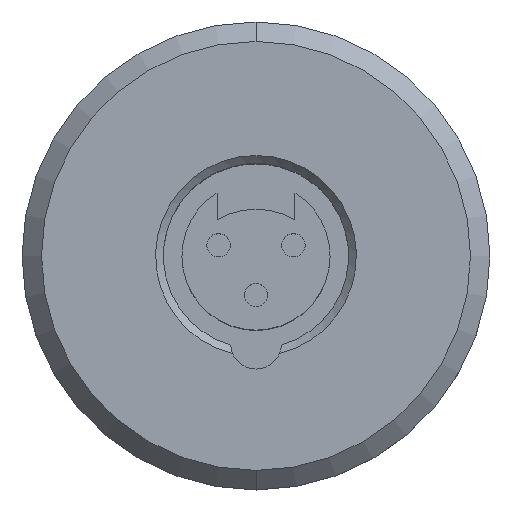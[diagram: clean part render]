
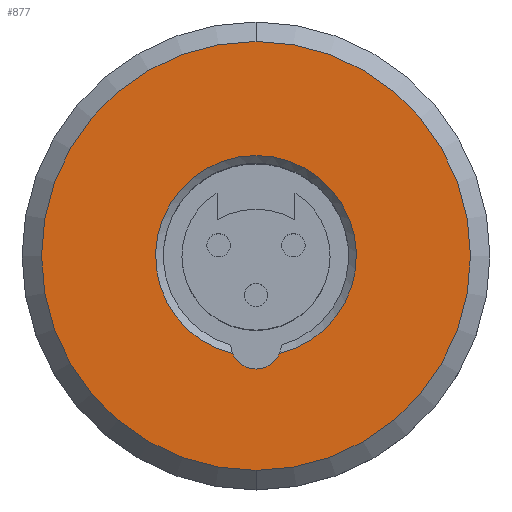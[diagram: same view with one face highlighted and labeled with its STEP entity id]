
A CAD part, top view. The second image highlights one B-rep face of the part: STEP entity #877.
In plain terms, the highlighted planar face has unit normal (0, 0, 1).
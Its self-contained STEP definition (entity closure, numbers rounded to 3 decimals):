
#82=CARTESIAN_POINT('',(0.,0.,1.5));
#83=DIRECTION('',(0.,0.,-1.));
#84=DIRECTION('',(0.,1.,0.));
#85=AXIS2_PLACEMENT_3D('',#82,#83,#84);
#87=CARTESIAN_POINT('',(0.,0.,1.5));
#88=DIRECTION('',(0.,0.,1.));
#89=DIRECTION('',(0.,1.,0.));
#90=AXIS2_PLACEMENT_3D('',#87,#88,#89);
#92=CARTESIAN_POINT('',(0.,-2.25,1.5));
#93=DIRECTION('',(0.,0.,1.));
#94=DIRECTION('',(-0.92,-0.392,0.));
#95=AXIS2_PLACEMENT_3D('',#92,#93,#94);
#97=CARTESIAN_POINT('',(0.,0.,1.5));
#98=DIRECTION('',(0.,0.,-1.));
#99=DIRECTION('',(-0.232,-0.973,0.));
#100=AXIS2_PLACEMENT_3D('',#97,#98,#99);
#581=CARTESIAN_POINT('',(-0.598,-2.505,1.5));
#582=CARTESIAN_POINT('',(0.598,-2.505,1.5));
#583=VERTEX_POINT('',#581);
#584=VERTEX_POINT('',#582);
#613=CARTESIAN_POINT('',(0.,5.5,1.5));
#614=VERTEX_POINT('',#613);
#619=CARTESIAN_POINT('',(0.,-5.5,1.5));
#620=VERTEX_POINT('',#619);
#862=CARTESIAN_POINT('',(0.,0.,1.5));
#863=DIRECTION('',(0.,0.,1.));
#864=DIRECTION('',(0.,1.,0.));
#865=AXIS2_PLACEMENT_3D('',#862,#863,#864);
#866=PLANE('',#865);
#867=ORIENTED_EDGE('',*,*,#844,.T.);
#868=ORIENTED_EDGE('',*,*,#855,.F.);
#869=EDGE_LOOP('',(#867,#868));
#870=FACE_OUTER_BOUND('',#869,.F.);
#872=ORIENTED_EDGE('',*,*,#871,.F.);
#874=ORIENTED_EDGE('',*,*,#873,.T.);
#875=EDGE_LOOP('',(#872,#874));
#876=FACE_BOUND('',#875,.F.);
#877=ADVANCED_FACE('',(#870,#876),#866,.T.);
#86=CIRCLE('',#85,5.5);
#91=CIRCLE('',#90,5.5);
#96=CIRCLE('',#95,0.65);
#101=CIRCLE('',#100,2.575);
#844=EDGE_CURVE('',#614,#620,#86,.T.);
#855=EDGE_CURVE('',#614,#620,#91,.T.);
#871=EDGE_CURVE('',#583,#584,#101,.T.);
#873=EDGE_CURVE('',#583,#584,#96,.T.);
